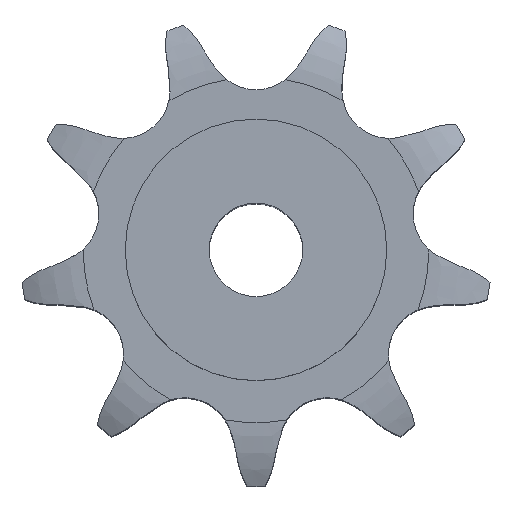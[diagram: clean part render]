
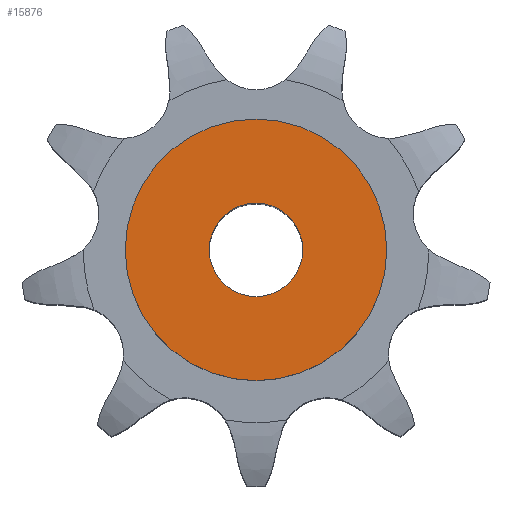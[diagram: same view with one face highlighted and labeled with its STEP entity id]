
A CAD part, top view. The second image highlights one B-rep face of the part: STEP entity #15876.
In plain terms, the highlighted planar face has unit normal (0, 0, 1).
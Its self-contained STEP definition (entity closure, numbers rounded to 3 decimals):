
#8692 = CYLINDRICAL_SURFACE('',#8693,12.5);
#8693 = AXIS2_PLACEMENT_3D('',#8694,#8695,#8696);
#8694 = CARTESIAN_POINT('',(0.,0.,254.622));
#8695 = DIRECTION('',(0.,0.,1.));
#8696 = DIRECTION('',(1.,0.,0.));
#10917 = EDGE_CURVE('',#10918,#10918,#10920,.T.);
#10918 = VERTEX_POINT('',#10919);
#10919 = CARTESIAN_POINT('',(12.5,0.,140.));
#10920 = SURFACE_CURVE('',#10921,(#10926,#10933),.PCURVE_S1.);
#10921 = CIRCLE('',#10922,12.5);
#10922 = AXIS2_PLACEMENT_3D('',#10923,#10924,#10925);
#10923 = CARTESIAN_POINT('',(0.,0.,140.));
#10924 = DIRECTION('',(0.,0.,1.));
#10925 = DIRECTION('',(1.,0.,0.));
#10926 = PCURVE('',#8692,#10927);
#10927 = DEFINITIONAL_REPRESENTATION('',(#10928),#10932);
#10928 = LINE('',#10929,#10930);
#10929 = CARTESIAN_POINT('',(0.,-114.622));
#10930 = VECTOR('',#10931,1.);
#10931 = DIRECTION('',(1.,0.));
#10932 = ( GEOMETRIC_REPRESENTATION_CONTEXT(2) 
PARAMETRIC_REPRESENTATION_CONTEXT() REPRESENTATION_CONTEXT('2D SPACE',''
  ) );
#10933 = PCURVE('',#10934,#10939);
#10934 = PLANE('',#10935);
#10935 = AXIS2_PLACEMENT_3D('',#10936,#10937,#10938);
#10936 = CARTESIAN_POINT('',(0.,0.,140.)
  );
#10937 = DIRECTION('',(0.,0.,1.));
#10938 = DIRECTION('',(1.,0.,0.));
#10939 = DEFINITIONAL_REPRESENTATION('',(#10940),#10944);
#10940 = CIRCLE('',#10941,12.5);
#10941 = AXIS2_PLACEMENT_2D('',#10942,#10943);
#10942 = CARTESIAN_POINT('',(0.,0.));
#10943 = DIRECTION('',(1.,0.));
#10944 = ( GEOMETRIC_REPRESENTATION_CONTEXT(2) 
PARAMETRIC_REPRESENTATION_CONTEXT() REPRESENTATION_CONTEXT('2D SPACE',''
  ) );
#15876 = ADVANCED_FACE('',(#15877,#15908),#10934,.T.);
#15877 = FACE_BOUND('',#15878,.T.);
#15878 = EDGE_LOOP('',(#15879));
#15879 = ORIENTED_EDGE('',*,*,#15880,.T.);
#15880 = EDGE_CURVE('',#15881,#15881,#15883,.T.);
#15881 = VERTEX_POINT('',#15882);
#15882 = CARTESIAN_POINT('',(35.,0.,140.));
#15883 = SURFACE_CURVE('',#15884,(#15889,#15896),.PCURVE_S1.);
#15884 = CIRCLE('',#15885,35.);
#15885 = AXIS2_PLACEMENT_3D('',#15886,#15887,#15888);
#15886 = CARTESIAN_POINT('',(0.,0.,140.));
#15887 = DIRECTION('',(0.,0.,1.));
#15888 = DIRECTION('',(1.,0.,0.));
#15889 = PCURVE('',#10934,#15890);
#15890 = DEFINITIONAL_REPRESENTATION('',(#15891),#15895);
#15891 = CIRCLE('',#15892,35.);
#15892 = AXIS2_PLACEMENT_2D('',#15893,#15894);
#15893 = CARTESIAN_POINT('',(0.,0.));
#15894 = DIRECTION('',(1.,0.));
#15895 = ( GEOMETRIC_REPRESENTATION_CONTEXT(2) 
PARAMETRIC_REPRESENTATION_CONTEXT() REPRESENTATION_CONTEXT('2D SPACE',''
  ) );
#15896 = PCURVE('',#15897,#15902);
#15897 = CYLINDRICAL_SURFACE('',#15898,35.);
#15898 = AXIS2_PLACEMENT_3D('',#15899,#15900,#15901);
#15899 = CARTESIAN_POINT('',(0.,0.,0.));
#15900 = DIRECTION('',(-0.,-0.,-1.));
#15901 = DIRECTION('',(1.,0.,0.));
#15902 = DEFINITIONAL_REPRESENTATION('',(#15903),#15907);
#15903 = LINE('',#15904,#15905);
#15904 = CARTESIAN_POINT('',(-0.,-140.));
#15905 = VECTOR('',#15906,1.);
#15906 = DIRECTION('',(-1.,0.));
#15907 = ( GEOMETRIC_REPRESENTATION_CONTEXT(2) 
PARAMETRIC_REPRESENTATION_CONTEXT() REPRESENTATION_CONTEXT('2D SPACE',''
  ) );
#15908 = FACE_BOUND('',#15909,.T.);
#15909 = EDGE_LOOP('',(#15910));
#15910 = ORIENTED_EDGE('',*,*,#10917,.F.);
